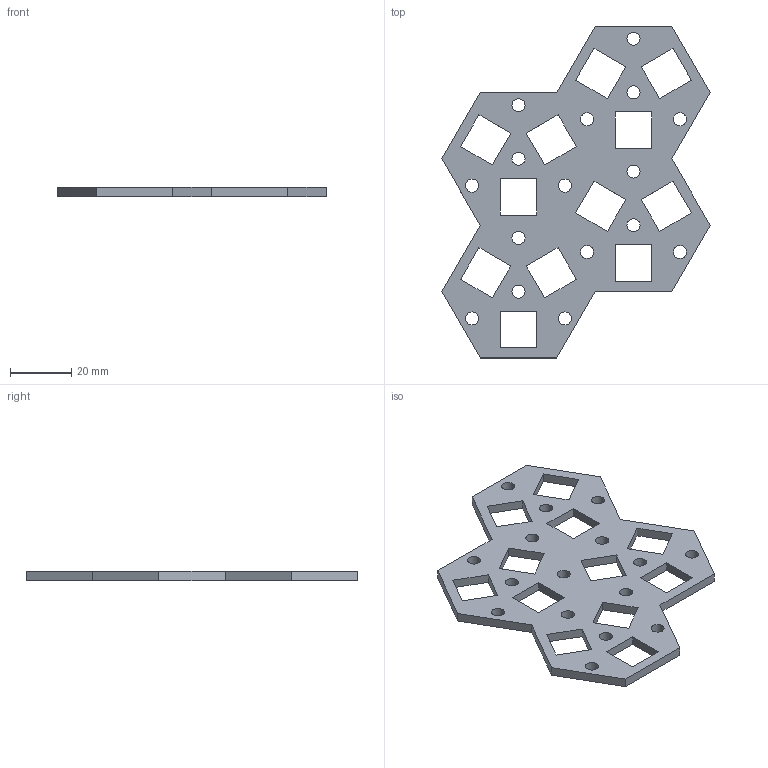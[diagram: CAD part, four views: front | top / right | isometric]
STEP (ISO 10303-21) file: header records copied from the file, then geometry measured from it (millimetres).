
FILE_DESCRIPTION(/* description */ (''),/* implementation_level */ '2;1');
FILE_NAME(/* name */ 'TopAndBottomPlate2x2.step',/* time_stamp */ '2022-12-02T13:44:43-05:00',/* author */ (''),/* organization */ (''),/* preprocessor_version */ 'ST-DEVELOPER v19',/* originating_system */ 'Autodesk Translation Framework v11.7.0.108',/* authorisation */ '');
FILE_SCHEMA (('AUTOMOTIVE_DESIGN { 1 0 10303 214 3 1 1 }'));
Length unit declared in the file: millimetre
Products named in the file (1): TopBottomPlate4x4
Bounding box: 87.5 x 108.25 x 3 mm (x, y, z)
Volume: 13620.6 mm3; surface area: 12499.3 mm2
Topology: 1 solids, 1 shells, 80 faces, 234 edges, 156 vertices
Faces by surface type: plane 64, cylinder 16
Full cylindrical faces by diameter (mm): 4.25 x16
Entity records: 2775 total; most frequent: CARTESIAN_POINT 471, ORIENTED_EDGE 468, DIRECTION 428, EDGE_CURVE 234, LINE 202, VECTOR 202, VERTEX_POINT 156, EDGE_LOOP 136
